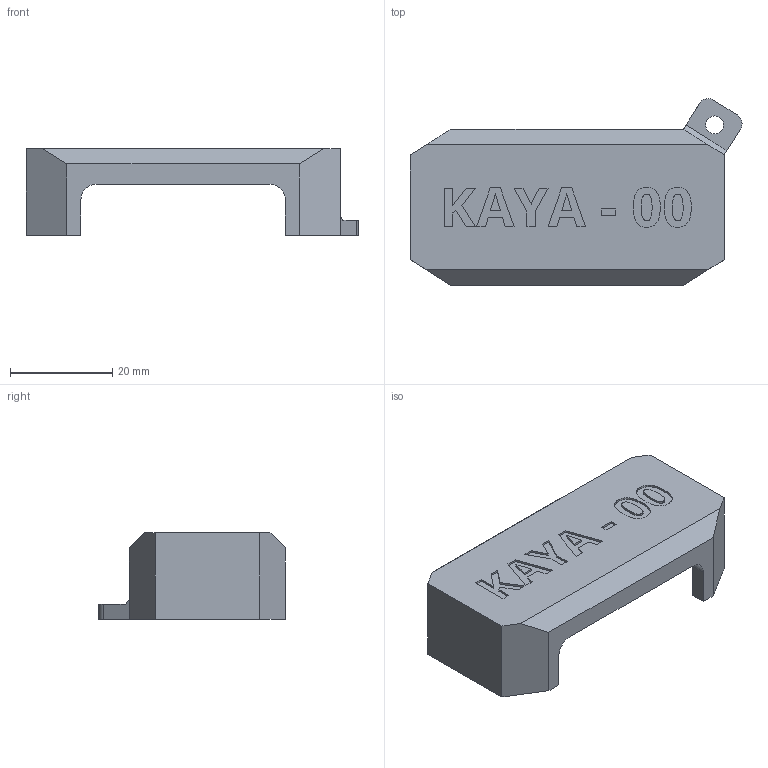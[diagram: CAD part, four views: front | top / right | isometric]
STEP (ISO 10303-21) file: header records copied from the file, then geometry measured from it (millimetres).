
FILE_DESCRIPTION( ( '' ), ' ' );
FILE_NAME( '5cafaa836e1b28179f497436.step', '2019-04-11T20:58:43', ( '' ), ( '' ), ' ', ' ', ' ' );
FILE_SCHEMA( ( 'AUTOMOTIVE_DESIGN { 1 0 10303 214 1 1 1 1 }' ) );
Length unit declared in the file: metre
Products named in the file (1): Part 1
Bounding box: 64.98 x 36.53 x 17 mm (x, y, z)
Volume: 8924.4 mm3; surface area: 7276 mm2
Topology: 1 solids, 1 shells, 133 faces, 358 edges, 238 vertices
Faces by surface type: plane 88, extrusion 38, cylinder 7
Full cylindrical faces by diameter (mm): 3.5 x1
Entity records: 5245 total; most frequent: CARTESIAN_POINT 957, ORIENTED_EDGE 714, DIRECTION 525, EDGE_CURVE 357, VECTOR 305, LINE 267, VERTEX_POINT 238, EDGE_LOOP 147
